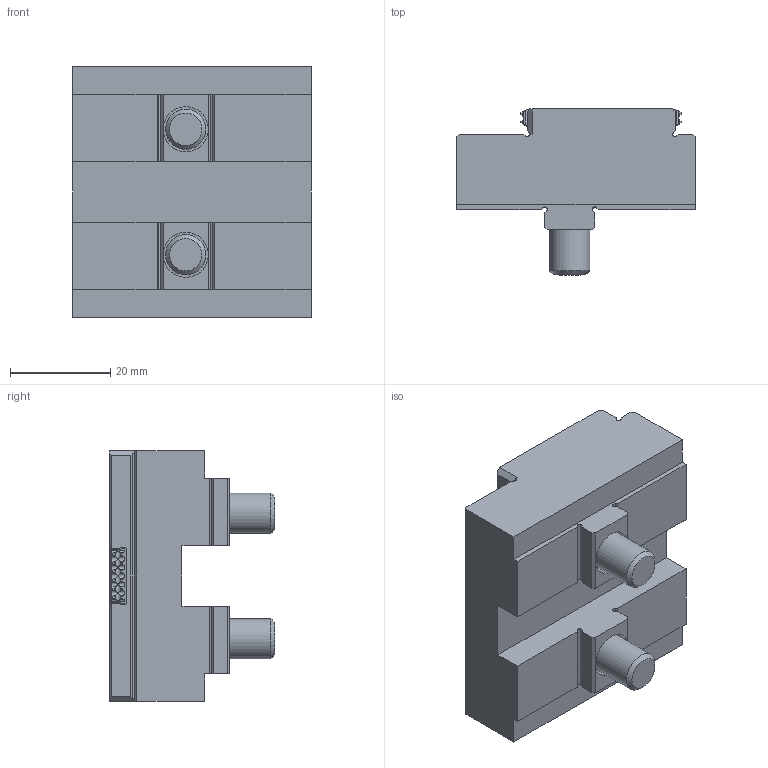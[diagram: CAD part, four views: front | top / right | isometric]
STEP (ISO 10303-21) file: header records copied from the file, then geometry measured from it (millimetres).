
FILE_DESCRIPTION((''),'2;1');
FILE_NAME('301-0050-010-Kunde.stp','2014-11-26T12:33:43',('Sigimeier'),(''),'Autodesk Inventor 2013','Autodesk Inventor 2013','');
FILE_SCHEMA(('AUTOMOTIVE_DESIGN { 1 0 10303 214 1 1 1 1 }'));
Length unit declared in the file: millimetre
Products named in the file (1): 301-0050-010-Kd
Bounding box: 47.5 x 33 x 50 mm (x, y, z)
Volume: 39847.1 mm3; surface area: 13871 mm2
Topology: 1 solids, 1 shells, 371 faces, 1037 edges, 674 vertices
Faces by surface type: plane 264, cylinder 92, cone 13, torus 2
Full cylindrical faces by diameter (mm): 2.459 x3, 3.5 x3, 8 x2, 9 x2, 13 x2, 14 x2
Entity records: 12288 total; most frequent: CARTESIAN_POINT 2550, ORIENTED_EDGE 1984, DIRECTION 1868, EDGE_CURVE 992, VECTOR 692, LINE 692, VERTEX_POINT 658, AXIS2_PLACEMENT_3D 588
